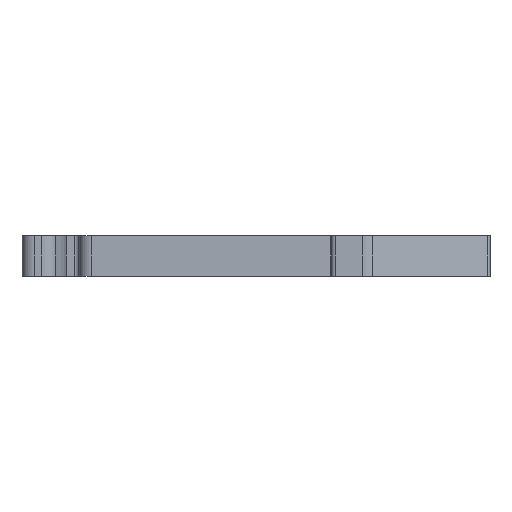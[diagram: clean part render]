
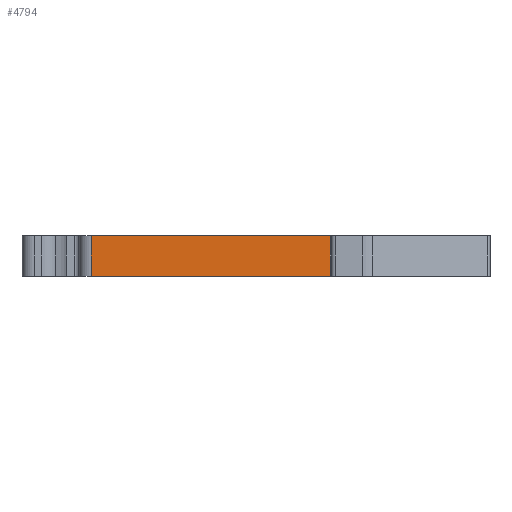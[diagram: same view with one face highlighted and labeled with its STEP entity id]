
A CAD part, front view. The second image highlights one B-rep face of the part: STEP entity #4794.
In plain terms, the highlighted planar face has unit normal (0, -1, 0).
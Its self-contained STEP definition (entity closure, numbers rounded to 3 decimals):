
#581=DIRECTION('',(1.,0.,0.));
#582=VECTOR('',#581,29.4);
#583=CARTESIAN_POINT('',(-13.,0.,0.));
#584=LINE('',#583,#582);
#1938=DIRECTION('',(0.,0.,1.));
#1939=VECTOR('',#1938,5.);
#1940=CARTESIAN_POINT('',(-13.,0.,-5.));
#1941=LINE('',#1940,#1939);
#1945=DIRECTION('',(1.,0.,0.));
#1946=VECTOR('',#1945,29.4);
#1947=CARTESIAN_POINT('',(-13.,0.,-5.));
#1948=LINE('',#1947,#1946);
#1952=DIRECTION('',(0.,0.,-1.));
#1953=VECTOR('',#1952,5.);
#1954=CARTESIAN_POINT('',(16.4,0.,0.));
#1955=LINE('',#1954,#1953);
#2785=CARTESIAN_POINT('',(16.4,0.,0.));
#2786=VERTEX_POINT('',#2785);
#2787=CARTESIAN_POINT('',(-13.,0.,0.));
#2788=VERTEX_POINT('',#2787);
#2887=CARTESIAN_POINT('',(-13.,0.,-5.));
#2888=VERTEX_POINT('',#2887);
#2889=CARTESIAN_POINT('',(16.4,0.,-5.));
#2890=VERTEX_POINT('',#2889);
#4782=CARTESIAN_POINT('',(16.4,0.,1.5));
#4783=DIRECTION('',(0.,1.,0.));
#4784=DIRECTION('',(1.,0.,0.));
#4785=AXIS2_PLACEMENT_3D('',#4782,#4783,#4784);
#4786=PLANE('',#4785);
#4787=ORIENTED_EDGE('',*,*,#4769,.T.);
#4788=ORIENTED_EDGE('',*,*,#3264,.T.);
#4790=ORIENTED_EDGE('',*,*,#4789,.T.);
#4791=ORIENTED_EDGE('',*,*,#4179,.F.);
#4792=EDGE_LOOP('',(#4787,#4788,#4790,#4791));
#4793=FACE_OUTER_BOUND('',#4792,.F.);
#3264=EDGE_CURVE('',#2788,#2786,#584,.T.);
#4179=EDGE_CURVE('',#2888,#2890,#1948,.T.);
#4769=EDGE_CURVE('',#2888,#2788,#1941,.T.);
#4789=EDGE_CURVE('',#2786,#2890,#1955,.T.);
#4794=ADVANCED_FACE('',(#4793),#4786,.F.);
